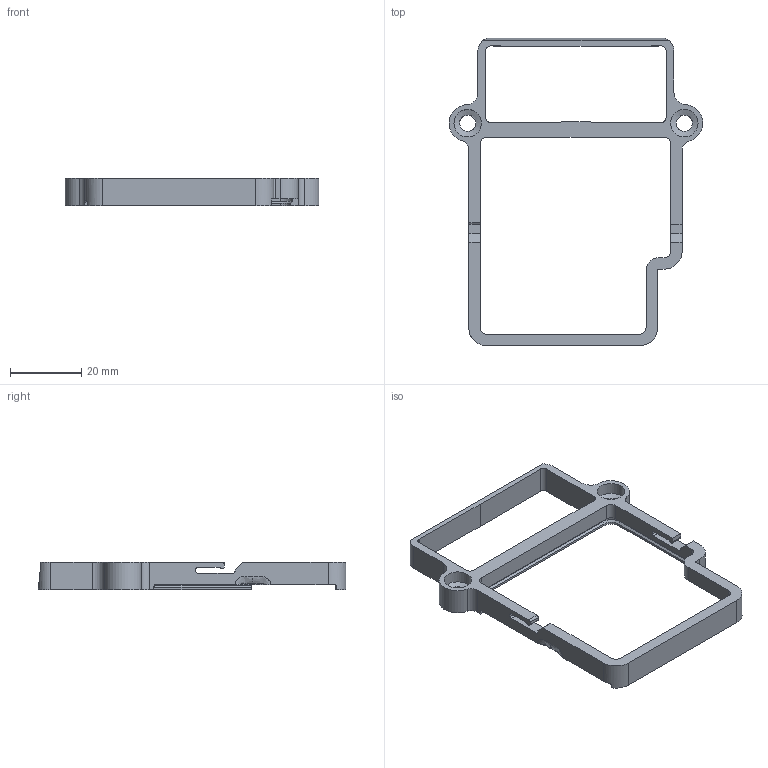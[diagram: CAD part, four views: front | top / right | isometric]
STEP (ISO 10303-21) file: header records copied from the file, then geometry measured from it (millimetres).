
FILE_DESCRIPTION(/* description */ (''),/* implementation_level */ '2;1');
FILE_NAME(/* name */ 'clip_no_oring.step',/* time_stamp */ '2020-04-24T13:13:47+02:00',/* author */ (''),/* organization */ (''),/* preprocessor_version */ 'ST-DEVELOPER v18.1',/* originating_system */ 'Autodesk Translation Framework v9.2.0.1227',/* authorisation */ '');
FILE_SCHEMA (('AUTOMOTIVE_DESIGN { 1 0 10303 214 3 1 1 }'));
Length unit declared in the file: millimetre
Products named in the file (1): Case_ClipFull3D_noLegs
Bounding box: 71.18 x 86.29 x 7.6 mm (x, y, z)
Volume: 6593.3 mm3; surface area: 7285.9 mm2
Topology: 1 solids, 1 shells, 123 faces, 344 edges, 224 vertices
Faces by surface type: plane 61, cylinder 52, cone 6, bspline 4
Full cylindrical faces by diameter (mm): 4.5 x2, 7.7 x2
Entity records: 4201 total; most frequent: CARTESIAN_POINT 927, ORIENTED_EDGE 688, DIRECTION 682, EDGE_CURVE 344, AXIS2_PLACEMENT_3D 231, VERTEX_POINT 224, LINE 220, VECTOR 220
